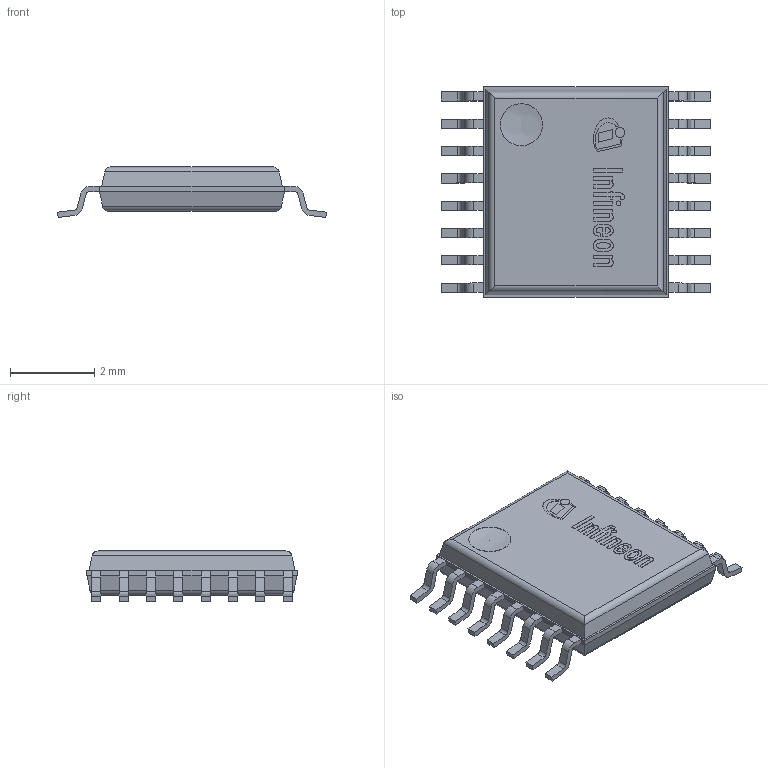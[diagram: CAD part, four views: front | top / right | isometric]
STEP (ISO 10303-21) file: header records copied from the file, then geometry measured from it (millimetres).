
FILE_DESCRIPTION(/* description */ (''),/* implementation_level */ '2;1');
FILE_NAME(/* name */ 'PG-TSSOP-16-1_Z8B00006830_V08_3D.stp',/* time_stamp */ '2024-06-19T18:48:05+05:00',/* author */ ('Zetta'),/* organization */ (''),/* preprocessor_version */ 'ST-DEVELOPER v18',/* originating_system */ 'AutoCAD Mechanical',/* authorisation */ '');
FILE_SCHEMA (('AUTOMOTIVE_DESIGN { 1 0 10303 214 3 1 1 }'));
Length unit declared in the file: millimetre
Products named in the file (1): Product
Bounding box: 6.4 x 5 x 1.21 mm (x, y, z)
Volume: 22.3 mm3; surface area: 164.3 mm2
Topology: 32 solids, 32 shells, 371 faces, 918 edges, 612 vertices
Faces by surface type: plane 270, cylinder 79, bspline 19, sphere 2, torus 1
Full cylindrical faces by diameter (mm): 0.112 x1, 0.23 x1, 1 x3
Entity records: 11201 total; most frequent: CARTESIAN_POINT 2297, ORIENTED_EDGE 1834, DIRECTION 1750, EDGE_CURVE 917, LINE 718, VECTOR 718, VERTEX_POINT 612, AXIS2_PLACEMENT_3D 516
